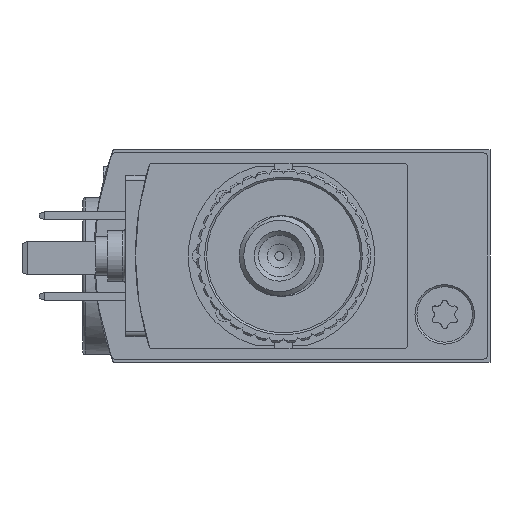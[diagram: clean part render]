
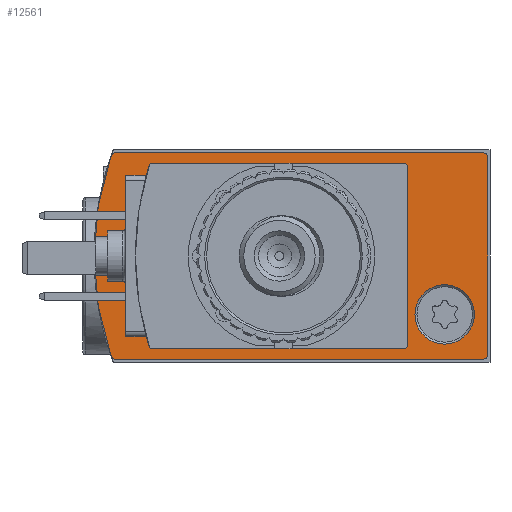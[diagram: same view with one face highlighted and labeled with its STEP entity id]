
A CAD part, left-side view. The second image highlights one B-rep face of the part: STEP entity #12561.
In plain terms, the highlighted planar face has unit normal (-1, 0, 0).
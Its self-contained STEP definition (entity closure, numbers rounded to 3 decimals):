
#829=LINE('',#21434,#2039);
#847=LINE('',#21471,#2057);
#852=LINE('',#21489,#2062);
#2039=VECTOR('',#17648,1000.);
#2057=VECTOR('',#17668,1000.);
#2062=VECTOR('',#17687,1000.);
#3949=ORIENTED_EDGE('',*,*,#7130,.F.);
#3950=ORIENTED_EDGE('',*,*,#7131,.T.);
#3951=ORIENTED_EDGE('',*,*,#7132,.T.);
#3952=ORIENTED_EDGE('',*,*,#7112,.F.);
#3953=ORIENTED_EDGE('',*,*,#7126,.F.);
#3954=ORIENTED_EDGE('',*,*,#7062,.F.);
#3955=ORIENTED_EDGE('',*,*,#7124,.F.);
#3956=ORIENTED_EDGE('',*,*,#7121,.F.);
#3957=ORIENTED_EDGE('',*,*,#7118,.F.);
#3958=ORIENTED_EDGE('',*,*,#7094,.F.);
#3959=ORIENTED_EDGE('',*,*,#7116,.F.);
#7062=EDGE_CURVE('',#8755,#8756,#9816,.T.);
#7094=EDGE_CURVE('',#8787,#8788,#829,.T.);
#7112=EDGE_CURVE('',#8805,#8806,#847,.T.);
#7116=EDGE_CURVE('',#8806,#8787,#9825,.T.);
#7118=EDGE_CURVE('',#8788,#8809,#9827,.T.);
#7121=EDGE_CURVE('',#8809,#8811,#852,.T.);
#7124=EDGE_CURVE('',#8811,#8755,#9829,.T.);
#7126=EDGE_CURVE('',#8756,#8805,#9831,.T.);
#7130=EDGE_CURVE('',#8815,#8815,#9835,.F.);
#7131=EDGE_CURVE('',#8816,#8816,#9836,.T.);
#7132=EDGE_CURVE('',#8817,#8817,#9837,.T.);
#8755=VERTEX_POINT('',#21361);
#8756=VERTEX_POINT('',#21362);
#8787=VERTEX_POINT('',#21435);
#8788=VERTEX_POINT('',#21436);
#8805=VERTEX_POINT('',#21472);
#8806=VERTEX_POINT('',#21473);
#8809=VERTEX_POINT('',#21484);
#8811=VERTEX_POINT('',#21490);
#8815=VERTEX_POINT('',#21507);
#8816=VERTEX_POINT('',#21509);
#8817=VERTEX_POINT('',#21511);
#9816=CIRCLE('',#15684,30.);
#9825=CIRCLE('',#15696,0.5);
#9827=CIRCLE('',#15699,0.5);
#9829=CIRCLE('',#15703,0.5);
#9831=CIRCLE('',#15706,0.5);
#9835=CIRCLE('',#15712,5.);
#9836=CIRCLE('',#15713,2.95);
#9837=CIRCLE('',#15714,2.95);
#10447=EDGE_LOOP('',(#3949));
#10448=EDGE_LOOP('',(#3950));
#10449=EDGE_LOOP('',(#3951));
#10450=EDGE_LOOP('',(#3952,#3953,#3954,#3955,#3956,#3957,#3958,#3959));
#11321=FACE_BOUND('',#10447,.T.);
#11322=FACE_BOUND('',#10448,.T.);
#11323=FACE_BOUND('',#10449,.T.);
#11324=FACE_BOUND('',#10450,.T.);
#12052=PLANE('',#15711);
#12561=ADVANCED_FACE('',(#11321,#11322,#11323,#11324),#12052,.F.);
#15684=AXIS2_PLACEMENT_3D('',#21360,#17608,#17609);
#15696=AXIS2_PLACEMENT_3D('',#21480,#17674,#17675);
#15699=AXIS2_PLACEMENT_3D('',#21483,#17680,#17681);
#15703=AXIS2_PLACEMENT_3D('',#21495,#17692,#17693);
#15706=AXIS2_PLACEMENT_3D('',#21498,#17698,#17699);
#15711=AXIS2_PLACEMENT_3D('',#21505,#17708,#17709);
#15712=AXIS2_PLACEMENT_3D('',#21506,#17710,#17711);
#15713=AXIS2_PLACEMENT_3D('',#21508,#17712,#17713);
#15714=AXIS2_PLACEMENT_3D('',#21510,#17714,#17715);
#17608=DIRECTION('',(1.,0.,0.));
#17609=DIRECTION('',(0.,0.,-1.));
#17648=DIRECTION('',(0.,0.,-1.));
#17668=DIRECTION('',(0.,-1.,0.));
#17674=DIRECTION('',(1.,0.,0.));
#17675=DIRECTION('',(0.,0.,-1.));
#17680=DIRECTION('',(1.,0.,0.));
#17681=DIRECTION('',(0.,0.,-1.));
#17687=DIRECTION('',(0.,1.,0.));
#17692=DIRECTION('',(1.,0.,0.));
#17693=DIRECTION('',(0.,0.,-1.));
#17698=DIRECTION('',(1.,0.,0.));
#17699=DIRECTION('',(0.,0.,-1.));
#17708=DIRECTION('',(1.,0.,0.));
#17709=DIRECTION('',(0.,0.,-1.));
#17710=DIRECTION('',(1.,0.,0.));
#17711=DIRECTION('',(0.,0.,-1.));
#17712=DIRECTION('',(1.,0.,0.));
#17713=DIRECTION('',(0.,0.,-1.));
#17714=DIRECTION('',(1.,0.,0.));
#17715=DIRECTION('',(0.,0.,-1.));
#21360=CARTESIAN_POINT('',(0.,9.3,0.));
#21361=CARTESIAN_POINT('',(0.,37.614,-9.915));
#21362=CARTESIAN_POINT('',(0.,37.614,9.915));
#21434=CARTESIAN_POINT('',(0.,0.2,9.75));
#21435=CARTESIAN_POINT('',(0.,0.2,9.75));
#21436=CARTESIAN_POINT('',(0.,0.2,-9.75));
#21471=CARTESIAN_POINT('',(0.,37.142,10.25));
#21472=CARTESIAN_POINT('',(0.,37.142,10.25));
#21473=CARTESIAN_POINT('',(0.,0.7,10.25));
#21480=CARTESIAN_POINT('',(0.,0.7,9.75));
#21483=CARTESIAN_POINT('',(0.,0.7,-9.75));
#21484=CARTESIAN_POINT('',(0.,0.7,-10.25));
#21489=CARTESIAN_POINT('',(0.,0.7,-10.25));
#21490=CARTESIAN_POINT('',(0.,37.142,-10.25));
#21495=CARTESIAN_POINT('',(0.,37.142,-9.75));
#21498=CARTESIAN_POINT('',(0.,37.142,9.75));
#21505=CARTESIAN_POINT('',(0.,0.7,9.75));
#21506=CARTESIAN_POINT('',(0.,20.9,0.));
#21507=CARTESIAN_POINT('',(0.,20.9,-5.));
#21508=CARTESIAN_POINT('',(0.,31.7,5.8));
#21509=CARTESIAN_POINT('',(0.,31.7,2.85));
#21510=CARTESIAN_POINT('',(0.,4.5,-5.8));
#21511=CARTESIAN_POINT('',(0.,4.5,-8.75));
